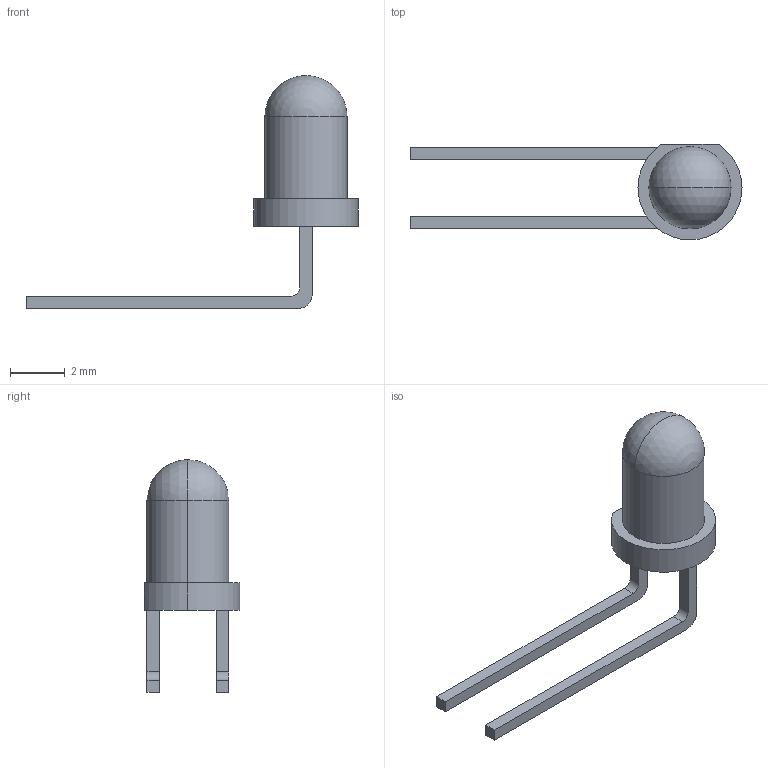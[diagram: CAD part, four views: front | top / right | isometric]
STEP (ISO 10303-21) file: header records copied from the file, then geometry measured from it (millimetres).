
FILE_DESCRIPTION (( 'STEP AP214' ), '1' );
FILE_NAME ('LED DIP 3MM.STEP', '2017-07-15T15:35:49', ( '' ), ( '' ), 'SwSTEP 2.0', 'SolidWorks 2017', '' );
FILE_SCHEMA (( 'AUTOMOTIVE_DESIGN' ));
Length unit declared in the file: millimetre
Products named in the file (1): LED DIP 3MM
Bounding box: 12.12 x 3.5 x 8.5 mm (x, y, z)
Volume: 46.2 mm3; surface area: 130.8 mm2
Topology: 3 solids, 3 shells, 54 faces, 141 edges, 93 vertices
Faces by surface type: plane 37, cylinder 9, cone 4, sphere 2, torus 2
Entity records: 1797 total; most frequent: CARTESIAN_POINT 433, ORIENTED_EDGE 274, DIRECTION 261, EDGE_CURVE 137, LINE 99, VECTOR 99, VERTEX_POINT 91, AXIS2_PLACEMENT_3D 81
